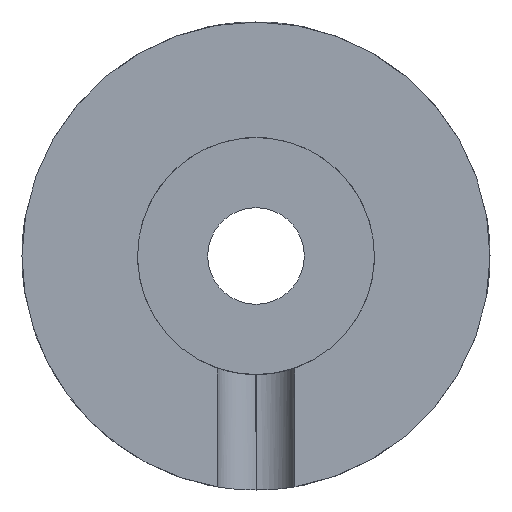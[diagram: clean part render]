
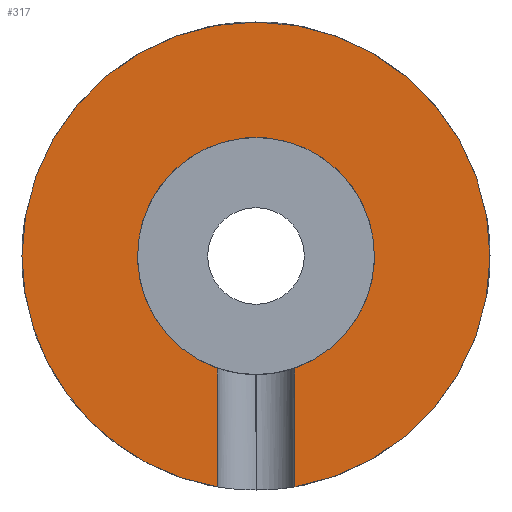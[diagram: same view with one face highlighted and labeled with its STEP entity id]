
A CAD part, front view. The second image highlights one B-rep face of the part: STEP entity #317.
In plain terms, the highlighted planar face has unit normal (0, -1, 0).
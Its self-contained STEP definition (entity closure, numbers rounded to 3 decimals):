
#20=PLANE('',#356);
#37=CIRCLE('',#351,15.);
#38=CIRCLE('',#352,15.);
#39=CIRCLE('',#355,7.6);
#55=FACE_OUTER_BOUND('',#81,.T.);
#81=EDGE_LOOP('',(#287,#288,#289,#290,#291));
#93=LINE('',#802,#111);
#98=LINE('',#815,#116);
#111=VECTOR('',#404,10.);
#116=VECTOR('',#419,10.);
#158=VERTEX_POINT('',#799);
#159=VERTEX_POINT('',#801);
#160=VERTEX_POINT('',#806);
#161=VERTEX_POINT('',#810);
#162=VERTEX_POINT('',#814);
#196=EDGE_CURVE('',#159,#158,#93,.T.);
#198=EDGE_CURVE('',#160,#159,#37,.T.);
#201=EDGE_CURVE('',#161,#160,#38,.T.);
#203=EDGE_CURVE('',#162,#161,#98,.T.);
#205=EDGE_CURVE('',#158,#162,#39,.T.);
#287=ORIENTED_EDGE('',*,*,#196,.T.);
#288=ORIENTED_EDGE('',*,*,#205,.T.);
#289=ORIENTED_EDGE('',*,*,#203,.T.);
#290=ORIENTED_EDGE('',*,*,#201,.T.);
#291=ORIENTED_EDGE('',*,*,#198,.T.);
#317=ADVANCED_FACE('',(#55),#20,.F.);
#351=AXIS2_PLACEMENT_3D('',#807,#410,#411);
#352=AXIS2_PLACEMENT_3D('',#811,#414,#415);
#355=AXIS2_PLACEMENT_3D('',#818,#423,#424);
#356=AXIS2_PLACEMENT_3D('',#819,#425,#426);
#404=DIRECTION('',(0.,0.,1.));
#410=DIRECTION('center_axis',(0.,-1.,0.));
#411=DIRECTION('ref_axis',(1.,0.,0.));
#414=DIRECTION('center_axis',(0.,-1.,0.));
#415=DIRECTION('ref_axis',(1.,0.,0.));
#419=DIRECTION('',(0.,0.,-1.));
#423=DIRECTION('center_axis',(0.,1.,0.));
#424=DIRECTION('ref_axis',(1.,0.,0.));
#425=DIRECTION('center_axis',(0.,1.,0.));
#426=DIRECTION('ref_axis',(1.,0.,0.));
#799=CARTESIAN_POINT('',(-2.5,-35.,-7.177));
#801=CARTESIAN_POINT('',(-2.5,-35.,-14.79));
#802=CARTESIAN_POINT('',(-2.5,-35.,-5.));
#806=CARTESIAN_POINT('',(-15.,-35.,0.));
#807=CARTESIAN_POINT('Origin',(0.,-35.,0.));
#810=CARTESIAN_POINT('',(2.5,-35.,-14.79));
#811=CARTESIAN_POINT('Origin',(0.,-35.,0.));
#814=CARTESIAN_POINT('',(2.5,-35.,-7.177));
#815=CARTESIAN_POINT('',(2.5,-35.,-10.));
#818=CARTESIAN_POINT('Origin',(0.,-35.,0.));
#819=CARTESIAN_POINT('Origin',(0.,-35.,0.105));
